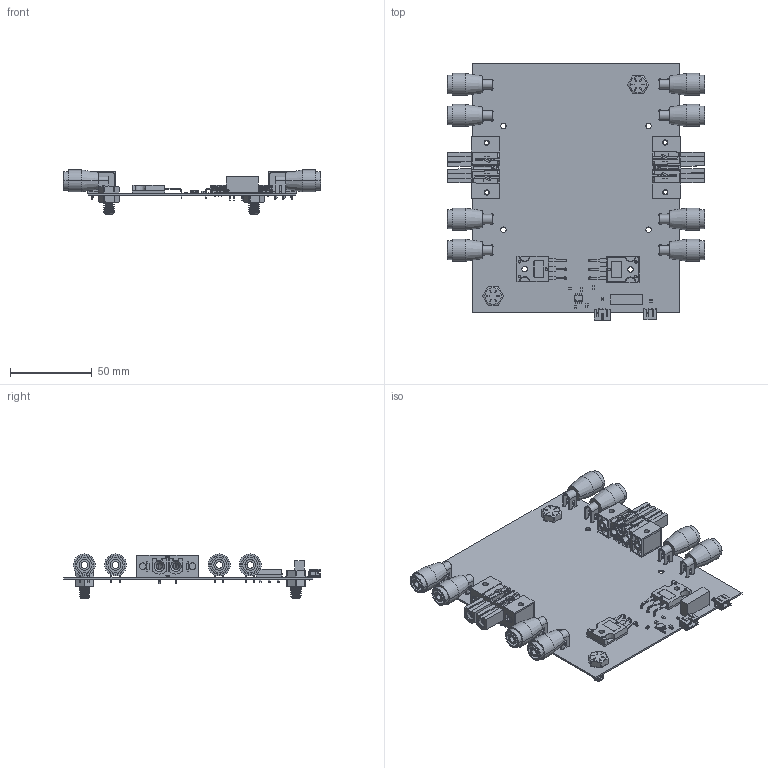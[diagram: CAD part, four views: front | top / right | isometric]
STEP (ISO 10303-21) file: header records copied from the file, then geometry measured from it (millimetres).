
FILE_DESCRIPTION(('Open CASCADE Model'),'2;1');
FILE_NAME('Open CASCADE Shape Model','2024-07-22T01:01:52',('Author'),( 'Open CASCADE'),'Open CASCADE STEP processor 7.5','Open CASCADE 7.5' ,'Unknown');
FILE_SCHEMA(('AUTOMOTIVE_DESIGN { 1 0 10303 214 1 1 1 1 }'));
Length unit declared in the file: millimetre
Products named in the file (48): PCB; Board; Open CASCADE STEP translator 7.5 1.1.1; C3; 0603_cap; C5; 0805_cap; C1; C2; J6; 3pin_jst; Q1; to_247; R3; 0603_res; R2; R4; R1; U2; gate_driver; U1; sip7; Q2; R5; R6; J1; 2pin_jst; B2B-PH-SM4-TB_B2B-PH-SM4-TB; C4; MT2; nut; screw; MT1; J12; banana_plug_black; J11; J10; J9; J8; phoenix_connector_2pin_76a ...
Assembly tree (66 placements, depth 4):
  PCB
    Board
      Open CASCADE STEP translator 7.5 1.1.1
    C3
      0603_cap
    C5
      0805_cap
    C1
      0603_cap
    C2
      0603_cap
    J6
      3pin_jst
    Q1
      to_247
    R3
      0603_res
    R2
      0603_res
    R4
      0603_res
    R1
      0603_res
    U2
      gate_driver
    U1
      sip7
    Q2
      to_247
    R5
      0603_res
    R6
      0603_res
    J1
      2pin_jst
        B2B-PH-SM4-TB_B2B-PH-SM4-TB
    C4
      0805_cap
    MT2
      nut
      screw
    MT1
      nut
      screw
    J12
      banana_plug_black
    J11
      banana_plug_black
    J10
      banana_plug_black
    J9
      banana_plug_black
    J8
      phoenix_connector_2pin_76a
        Open CASCADE STEP translator 7.5 1.25.1.1
        Open CASCADE STEP translator 7.5 1.25.1.2
        Open CASCADE STEP translator 7.5 1.25.1.3
    J7
      phoenix_connector_2pin_76a
        Open CASCADE STEP translator 7.5 1.25.1.1
Bounding box: 157.48 x 157.03 x 27.05 mm (x, y, z)
Volume: 58102.4 mm3; surface area: 82609.5 mm2
Topology: 63 solids, 63 shells, 3208 faces, 8554 edges, 5568 vertices
Faces by surface type: plane 2025, cylinder 935, cone 160, torus 44, bspline 36, sphere 8
Full cylindrical faces by diameter (mm): 0.33 x202, 0.812 x5, 1.016 x4, 1.524 x6, 1.652 x32, 1.702 x12, 3.302 x4, 3.682 x2, 3.81 x4, 6.986 x2
Entity records: 70259 total; most frequent: CARTESIAN_POINT 16498, ORIENTED_EDGE 9912, DIRECTION 9714, EDGE_CURVE 4956, LINE 3444, VECTOR 3444, VERTEX_POINT 3218, AXIS2_PLACEMENT_3D 3135
